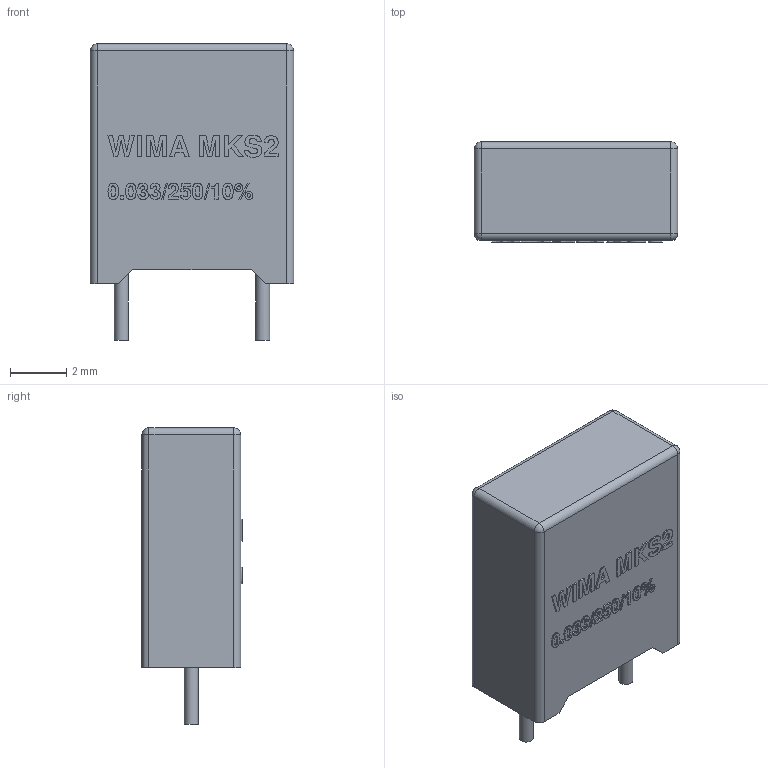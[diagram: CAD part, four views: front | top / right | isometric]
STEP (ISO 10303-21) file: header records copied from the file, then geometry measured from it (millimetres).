
FILE_DESCRIPTION(('FreeCAD Model'),'2;1');
FILE_NAME('MKS2F023301C00KSSD.step','2019-07-04T13:28:24',('' ),(''),'Open CASCADE STEP processor 7.3','FreeCAD','Unknown');
FILE_SCHEMA(('AUTOMOTIVE_DESIGN { 1 0 10303 214 1 1 1 1 }'));
Length unit declared in the file: millimetre
Products named in the file (1): MKS2F023301C00KSSD
Bounding box: 7.2 x 3.55 x 10.5 mm (x, y, z)
Volume: 187.7 mm3; surface area: 250.6 mm2
Topology: 1 solids, 1 shells, 439 faces, 1210 edges, 801 vertices
Faces by surface type: extrusion 256, plane 168, cylinder 10, sphere 4, bspline 1
Full cylindrical faces by diameter (mm): 0.5 x2
Entity records: 17604 total; most frequent: CARTESIAN_POINT 4364, ORIENTED_EDGE 2412, DIRECTION 1325, EDGE_CURVE 1206, VECTOR 923, VERTEX_POINT 801, B_SPLINE_CURVE_WITH_KNOTS 777, LINE 667
